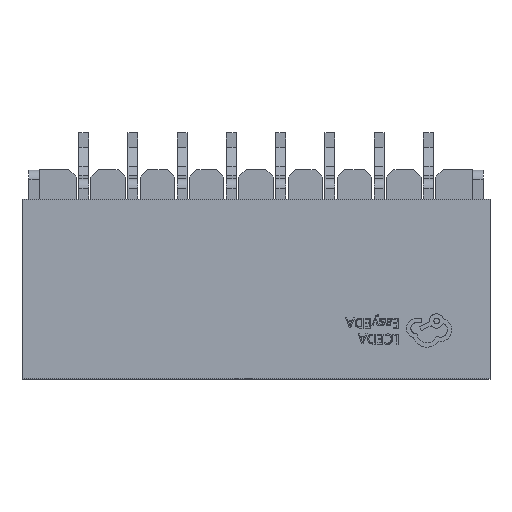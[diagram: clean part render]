
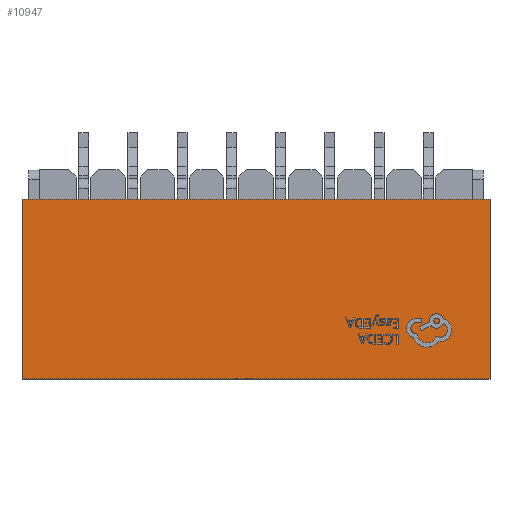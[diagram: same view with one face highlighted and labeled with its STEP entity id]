
A CAD part, top view. The second image highlights one B-rep face of the part: STEP entity #10947.
In plain terms, the highlighted planar face has unit normal (0, 0, 1).
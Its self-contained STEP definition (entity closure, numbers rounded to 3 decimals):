
#538=FACE_OUTER_BOUND('',#1147,.T.);
#1147=EDGE_LOOP('',(#7120,#7121,#7122,#7123));
#1715=LINE('',#14666,#2972);
#1878=LINE('',#15165,#3135);
#1984=LINE('',#15365,#3241);
#1985=LINE('',#15367,#3242);
#2972=VECTOR('',#12159,1.);
#3135=VECTOR('',#12332,1.);
#3241=VECTOR('',#12488,1.);
#3242=VECTOR('',#12491,1.);
#4229=VERTEX_POINT('',#14663);
#4230=VERTEX_POINT('',#14665);
#4402=VERTEX_POINT('',#15162);
#4403=VERTEX_POINT('',#15164);
#5251=EDGE_CURVE('',#4229,#4230,#1715,.T.);
#5425=EDGE_CURVE('',#4403,#4402,#1878,.T.);
#5531=EDGE_CURVE('',#4402,#4230,#1984,.T.);
#5532=EDGE_CURVE('',#4229,#4403,#1985,.T.);
#7120=ORIENTED_EDGE('',*,*,#5251,.F.);
#7121=ORIENTED_EDGE('',*,*,#5532,.T.);
#7122=ORIENTED_EDGE('',*,*,#5425,.T.);
#7123=ORIENTED_EDGE('',*,*,#5531,.T.);
#9913=PLANE('',#11558);
#10947=ADVANCED_FACE('',(#538),#9913,.F.);
#11558=AXIS2_PLACEMENT_3D('',#15368,#12492,#12493);
#12159=DIRECTION('',(1.,0.,0.));
#12332=DIRECTION('',(1.,0.,0.));
#12488=DIRECTION('',(0.,1.,0.));
#12491=DIRECTION('',(0.,-1.,0.));
#12492=DIRECTION('center_axis',(0.,0.,-1.));
#12493=DIRECTION('ref_axis',(-1.,0.,0.));
#14663=CARTESIAN_POINT('',(-4.75,0.98,2.45));
#14665=CARTESIAN_POINT('',(4.75,0.98,2.45));
#14666=CARTESIAN_POINT('',(4.75,0.98,2.45));
#15162=CARTESIAN_POINT('',(4.75,-2.67,2.45));
#15164=CARTESIAN_POINT('',(-4.75,-2.67,2.45));
#15165=CARTESIAN_POINT('',(-4.75,-2.67,2.45));
#15365=CARTESIAN_POINT('',(4.75,-2.67,2.45));
#15367=CARTESIAN_POINT('',(-4.75,-2.67,2.45));
#15368=CARTESIAN_POINT('Origin',(-3.5,-0.545,2.45));
